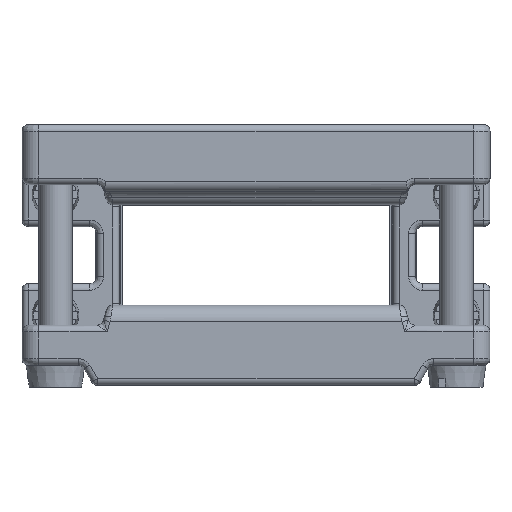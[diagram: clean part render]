
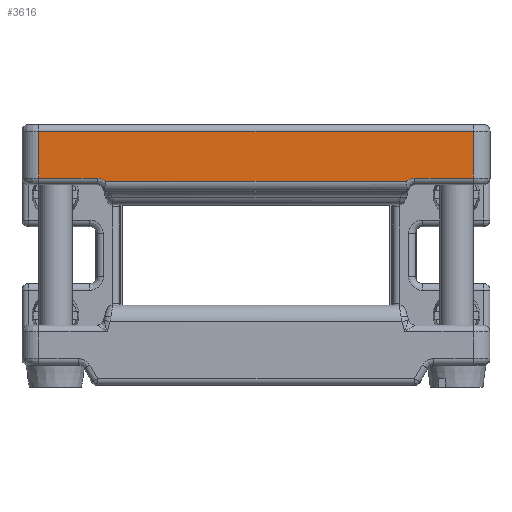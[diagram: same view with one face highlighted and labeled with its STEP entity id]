
A CAD part, top view. The second image highlights one B-rep face of the part: STEP entity #3616.
In plain terms, the highlighted planar face has unit normal (0, 0, 1).
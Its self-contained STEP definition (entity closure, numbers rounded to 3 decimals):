
#3616=ADVANCED_FACE('',(#4385),#4095,.T.);
#4095=PLANE('',#13100);
#4385=FACE_OUTER_BOUND('',#4888,.T.);
#4888=EDGE_LOOP('',(#5838,#5839,#5840,#5841,#5842,#5843,#5844,#5845));
#5838=ORIENTED_EDGE('',*,*,#8928,.T.);
#5839=ORIENTED_EDGE('',*,*,#8927,.T.);
#5840=ORIENTED_EDGE('',*,*,#8859,.T.);
#5841=ORIENTED_EDGE('',*,*,#8855,.T.);
#5842=ORIENTED_EDGE('',*,*,#8824,.T.);
#5843=ORIENTED_EDGE('',*,*,#8929,.T.);
#5844=ORIENTED_EDGE('',*,*,#8930,.T.);
#5845=ORIENTED_EDGE('',*,*,#8931,.T.);
#8000=VERTEX_POINT('',#17123);
#8001=VERTEX_POINT('',#17151);
#8018=VERTEX_POINT('',#17246);
#8019=VERTEX_POINT('',#17250);
#8060=VERTEX_POINT('',#17789);
#8061=VERTEX_POINT('',#17817);
#8062=VERTEX_POINT('',#17819);
#8063=VERTEX_POINT('',#17821);
#8824=EDGE_CURVE('',#8000,#8001,#10942,.T.);
#8855=EDGE_CURVE('',#8018,#8000,#10961,.T.);
#8859=EDGE_CURVE('',#8019,#8018,#10963,.T.);
#8927=EDGE_CURVE('',#8060,#8019,#10221,.T.);
#8928=EDGE_CURVE('',#8061,#8060,#10979,.T.);
#8929=EDGE_CURVE('',#8001,#8062,#10980,.T.);
#8930=EDGE_CURVE('',#8062,#8063,#10981,.T.);
#8931=EDGE_CURVE('',#8063,#8061,#10222,.T.);
#10221=CIRCLE('',#13098,2.);
#10222=CIRCLE('',#13099,2.);
#10942=LINE('',#17152,#11662);
#10961=LINE('',#17247,#11681);
#10963=LINE('',#17255,#11683);
#10979=LINE('',#17816,#11699);
#10980=LINE('',#17818,#11700);
#10981=LINE('',#17820,#11701);
#11662=VECTOR('',#14094,1.);
#11681=VECTOR('',#14157,1.);
#11683=VECTOR('',#14165,1.);
#11699=VECTOR('',#14255,1.);
#11700=VECTOR('',#14256,1.);
#11701=VECTOR('',#14257,1.);
#13098=AXIS2_PLACEMENT_3D('',#17790,#14253,#14254);
#13099=AXIS2_PLACEMENT_3D('',#17822,#14258,#14259);
#13100=AXIS2_PLACEMENT_3D('',#17823,#14260,#14261);
#14094=DIRECTION('',(-1.,0.,0.));
#14157=DIRECTION('',(0.,1.,0.));
#14165=DIRECTION('',(1.,0.,0.));
#14253=DIRECTION('',(0.,0.,-1.));
#14254=DIRECTION('',(-0.661,0.75,0.));
#14255=DIRECTION('',(1.,0.,0.));
#14256=DIRECTION('',(0.,-1.,0.));
#14257=DIRECTION('',(1.,0.,0.));
#14258=DIRECTION('',(0.,0.,-1.));
#14259=DIRECTION('',(0.,1.,0.));
#14260=DIRECTION('',(0.,0.,1.));
#14261=DIRECTION('',(-1.,0.,0.));
#17123=CARTESIAN_POINT('',(31.979,18.204,16.955));
#17151=CARTESIAN_POINT('',(-33.021,18.204,16.955));
#17152=CARTESIAN_POINT('',(31.979,18.204,16.955));
#17246=CARTESIAN_POINT('',(31.979,11.204,16.955));
#17247=CARTESIAN_POINT('',(31.979,11.204,16.955));
#17250=CARTESIAN_POINT('',(23.247,11.204,16.955));
#17255=CARTESIAN_POINT('',(23.247,11.204,16.955));
#17789=CARTESIAN_POINT('',(21.924,10.704,16.955));
#17790=CARTESIAN_POINT('',(23.247,9.204,16.955));
#17816=CARTESIAN_POINT('',(-22.965,10.704,16.955));
#17817=CARTESIAN_POINT('',(-22.965,10.704,16.955));
#17818=CARTESIAN_POINT('',(-33.021,18.204,16.955));
#17819=CARTESIAN_POINT('',(-33.021,11.204,16.955));
#17820=CARTESIAN_POINT('',(-33.021,11.204,16.955));
#17821=CARTESIAN_POINT('',(-24.288,11.204,16.955));
#17822=CARTESIAN_POINT('',(-24.288,9.204,16.955));
#17823=CARTESIAN_POINT('',(34.579,19.304,16.955));
